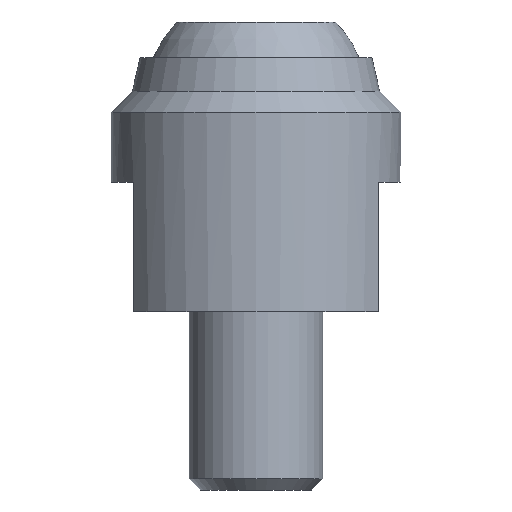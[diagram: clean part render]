
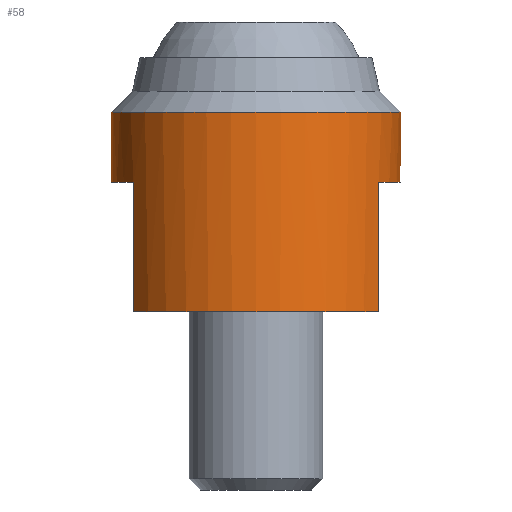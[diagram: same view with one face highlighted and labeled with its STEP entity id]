
A CAD part, front view. The second image highlights one B-rep face of the part: STEP entity #58.
In plain terms, the highlighted cylindrical face has radius 6.5 mm (diameter 13 mm), a full revolution.
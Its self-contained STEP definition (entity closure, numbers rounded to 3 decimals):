
#58 = ADVANCED_FACE( '', ( #118, #119 ), #120, .T. );
#118 = FACE_OUTER_BOUND( '', #175, .T. );
#119 = FACE_OUTER_BOUND( '', #176, .T. );
#120 = CYLINDRICAL_SURFACE( '', #177, 6.5 );
#175 = EDGE_LOOP( '', ( #256 ) );
#176 = EDGE_LOOP( '', ( #257, #258, #259, #260, #261, #262, #263, #264 ) );
#177 = AXIS2_PLACEMENT_3D( '', #265, #266, #267 );
#256 = ORIENTED_EDGE( '', *, *, #310, .T. );
#257 = ORIENTED_EDGE( '', *, *, #289, .F. );
#258 = ORIENTED_EDGE( '', *, *, #316, .F. );
#259 = ORIENTED_EDGE( '', *, *, #291, .F. );
#260 = ORIENTED_EDGE( '', *, *, #304, .T. );
#261 = ORIENTED_EDGE( '', *, *, #294, .F. );
#262 = ORIENTED_EDGE( '', *, *, #307, .F. );
#263 = ORIENTED_EDGE( '', *, *, #296, .F. );
#264 = ORIENTED_EDGE( '', *, *, #303, .T. );
#265 = CARTESIAN_POINT( '', ( 0., 0., 11.4 ) );
#266 = DIRECTION( '', ( 0., 0., 1. ) );
#267 = DIRECTION( '', ( -1., 0., 0. ) );
#289 = EDGE_CURVE( '', #324, #325, #326, .T. );
#291 = EDGE_CURVE( '', #327, #329, #330, .F. );
#294 = EDGE_CURVE( '', #333, #334, #335, .T. );
#296 = EDGE_CURVE( '', #336, #338, #339, .F. );
#303 = EDGE_CURVE( '', #336, #325, #349, .T. );
#304 = EDGE_CURVE( '', #327, #334, #350, .T. );
#307 = EDGE_CURVE( '', #338, #333, #353, .T. );
#310 = EDGE_CURVE( '', #357, #357, #358, .T. );
#316 = EDGE_CURVE( '', #329, #324, #366, .T. );
#324 = VERTEX_POINT( '', #374 );
#325 = VERTEX_POINT( '', #375 );
#326 = LINE( '', #376, #377 );
#327 = VERTEX_POINT( '', #378 );
#329 = VERTEX_POINT( '', #381 );
#330 = LINE( '', #382, #383 );
#333 = VERTEX_POINT( '', #387 );
#334 = VERTEX_POINT( '', #388 );
#335 = LINE( '', #389, #390 );
#336 = VERTEX_POINT( '', #391 );
#338 = VERTEX_POINT( '', #394 );
#339 = LINE( '', #395, #396 );
#349 = CIRCLE( '', #407, 6.5 );
#350 = CIRCLE( '', #408, 6.5 );
#353 = CIRCLE( '', #411, 6.5 );
#357 = VERTEX_POINT( '', #415 );
#358 = CIRCLE( '', #416, 6.5 );
#366 = CIRCLE( '', #424, 6.5 );
#374 = CARTESIAN_POINT( '', ( -5.5, 3.464, 5.8 ) );
#375 = CARTESIAN_POINT( '', ( -5.5, 3.464, 0. ) );
#376 = CARTESIAN_POINT( '', ( -5.5, 3.464, 11.4 ) );
#377 = VECTOR( '', #431, 1000. );
#378 = CARTESIAN_POINT( '', ( -5.5, -3.464, 0. ) );
#381 = CARTESIAN_POINT( '', ( -5.5, -3.464, 5.8 ) );
#382 = CARTESIAN_POINT( '', ( -5.5, -3.464, 11.4 ) );
#383 = VECTOR( '', #433, 1000. );
#387 = CARTESIAN_POINT( '', ( 5.5, -3.464, 5.8 ) );
#388 = CARTESIAN_POINT( '', ( 5.5, -3.464, 0. ) );
#389 = CARTESIAN_POINT( '', ( 5.5, -3.464, 11.4 ) );
#390 = VECTOR( '', #435, 1000. );
#391 = CARTESIAN_POINT( '', ( 5.5, 3.464, 0. ) );
#394 = CARTESIAN_POINT( '', ( 5.5, 3.464, 5.8 ) );
#395 = CARTESIAN_POINT( '', ( 5.5, 3.464, 11.4 ) );
#396 = VECTOR( '', #437, 1000. );
#407 = AXIS2_PLACEMENT_3D( '', #448, #449, #450 );
#408 = AXIS2_PLACEMENT_3D( '', #451, #452, #453 );
#411 = AXIS2_PLACEMENT_3D( '', #454, #455, #456 );
#415 = CARTESIAN_POINT( '', ( -6.5, 0., 8.946 ) );
#416 = AXIS2_PLACEMENT_3D( '', #460, #461, #462 );
#424 = AXIS2_PLACEMENT_3D( '', #469, #470, #471 );
#431 = DIRECTION( '', ( 0., 0., -1. ) );
#433 = DIRECTION( '', ( 0., 0., -1. ) );
#435 = DIRECTION( '', ( 0., 0., -1. ) );
#437 = DIRECTION( '', ( 0., 0., -1. ) );
#448 = CARTESIAN_POINT( '', ( 0., 0., 0. ) );
#449 = DIRECTION( '', ( 0., 0., 1. ) );
#450 = DIRECTION( '', ( 1., 0., 0. ) );
#451 = CARTESIAN_POINT( '', ( 0., 0., 0. ) );
#452 = DIRECTION( '', ( 0., 0., 1. ) );
#453 = DIRECTION( '', ( 1., 0., 0. ) );
#454 = CARTESIAN_POINT( '', ( 0., 0., 5.8 ) );
#455 = DIRECTION( '', ( 0., 0., -1. ) );
#456 = DIRECTION( '', ( -1., 0., 0. ) );
#460 = CARTESIAN_POINT( '', ( 0., 0., 8.946 ) );
#461 = DIRECTION( '', ( 0., 0., -1. ) );
#462 = DIRECTION( '', ( -1., 0., 0. ) );
#469 = CARTESIAN_POINT( '', ( 0., 0., 5.8 ) );
#470 = DIRECTION( '', ( 0., 0., -1. ) );
#471 = DIRECTION( '', ( -1., 0., 0. ) );
